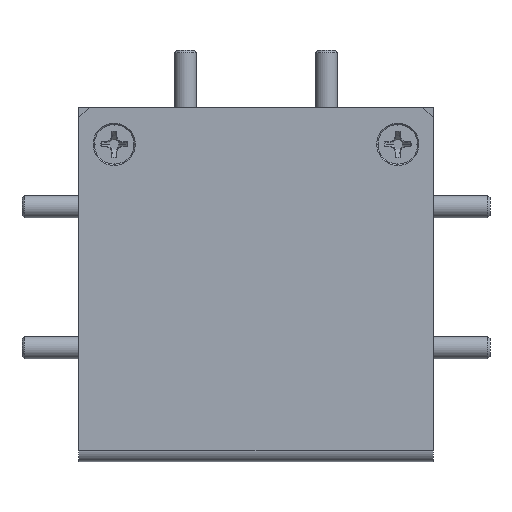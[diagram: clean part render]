
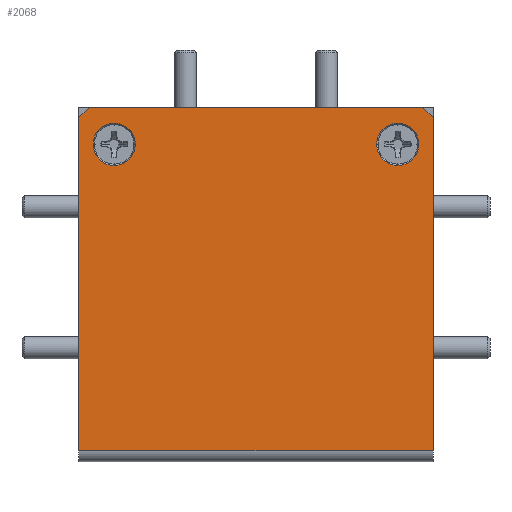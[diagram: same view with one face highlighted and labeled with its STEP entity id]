
A CAD part, front view. The second image highlights one B-rep face of the part: STEP entity #2068.
In plain terms, the highlighted planar face has unit normal (0, -1, 0).
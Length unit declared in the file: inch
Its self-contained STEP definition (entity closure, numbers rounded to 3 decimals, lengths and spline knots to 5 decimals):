
#302 = EDGE_CURVE ( 'NONE', #6051, #20394, #4381, .T. ) ;
#642 = ORIENTED_EDGE ( 'NONE', *, *, #20472, .F. ) ;
#884 = CARTESIAN_POINT ( 'NONE',  ( -0.5, -0.425, -0.96875 ) ) ;
#910 = VERTEX_POINT ( 'NONE', #9675 ) ;
#1097 = DIRECTION ( 'NONE',  ( 0., 0., 1. ) ) ;
#1147 = ORIENTED_EDGE ( 'NONE', *, *, #2754, .T. ) ;
#1380 = AXIS2_PLACEMENT_3D ( 'NONE', #26310, #24154, #6496 ) ;
#1566 = FACE_BOUND ( 'NONE', #21735, .T. ) ;
#1754 = DIRECTION ( 'NONE',  ( 0., -1., 0. ) ) ;
#2068 = ADVANCED_FACE ( 'NONE', ( #27700, #15163, #1566 ), #12498, .F. ) ;
#2279 = LINE ( 'NONE', #21594, #13097 ) ;
#2565 = VERTEX_POINT ( 'NONE', #16139 ) ;
#2754 = EDGE_CURVE ( 'NONE', #6051, #2565, #22973, .T. ) ;
#2882 = CARTESIAN_POINT ( 'NONE',  ( -0.5, -0.425, 0. ) ) ;
#2974 = VECTOR ( 'NONE', #23204, 39.37008 ) ;
#3173 = LINE ( 'NONE', #10034, #5960 ) ;
#3234 = EDGE_CURVE ( 'NONE', #26250, #13329, #23369, .T. ) ;
#3441 = DIRECTION ( 'NONE',  ( -0.707, 0., 0.707 ) ) ;
#3476 = CARTESIAN_POINT ( 'NONE',  ( -0.5, -0.425, -0.96875 ) ) ;
#3803 = DIRECTION ( 'NONE',  ( 0., 0., -1. ) ) ;
#4284 = VERTEX_POINT ( 'NONE', #3476 ) ;
#4381 = LINE ( 'NONE', #2882, #2974 ) ;
#4441 = EDGE_CURVE ( 'NONE', #910, #20394, #3173, .T. ) ;
#4983 = AXIS2_PLACEMENT_3D ( 'NONE', #5669, #16820, #10992 ) ;
#5188 = CIRCLE ( 'NONE', #21357, 0.0595 ) ;
#5208 = CARTESIAN_POINT ( 'NONE',  ( 0.4, -0.425, -0.0455 ) ) ;
#5669 = CARTESIAN_POINT ( 'NONE',  ( 0.4, -0.425, -0.105 ) ) ;
#5960 = VECTOR ( 'NONE', #3441, 39.37008 ) ;
#6049 = CARTESIAN_POINT ( 'NONE',  ( -0.5, -0.425, -0.96875 ) ) ;
#6051 = VERTEX_POINT ( 'NONE', #22051 ) ;
#6496 = DIRECTION ( 'NONE',  ( 0., 0., 1. ) ) ;
#6773 = AXIS2_PLACEMENT_3D ( 'NONE', #23859, #1754, #28040 ) ;
#8127 = EDGE_LOOP ( 'NONE', ( #13043, #27816, #13045, #1147, #15327, #13420 ) ) ;
#8476 = CIRCLE ( 'NONE', #4983, 0.0595 ) ;
#8646 = ORIENTED_EDGE ( 'NONE', *, *, #3234, .F. ) ;
#9675 = CARTESIAN_POINT ( 'NONE',  ( 0.5, -0.425, -0.03 ) ) ;
#10034 = CARTESIAN_POINT ( 'NONE',  ( 0.47, -0.425, 0. ) ) ;
#10320 = DIRECTION ( 'NONE',  ( 0., 1., 0. ) ) ;
#10456 = ORIENTED_EDGE ( 'NONE', *, *, #11465, .F. ) ;
#10974 = VECTOR ( 'NONE', #1097, 39.37008 ) ;
#10992 = DIRECTION ( 'NONE',  ( 0., 0., 1. ) ) ;
#11130 = VERTEX_POINT ( 'NONE', #5208 ) ;
#11465 = EDGE_CURVE ( 'NONE', #11130, #26884, #8476, .T. ) ;
#12498 = PLANE ( 'NONE',  #26061 ) ;
#13043 = ORIENTED_EDGE ( 'NONE', *, *, #26177, .T. ) ;
#13045 = ORIENTED_EDGE ( 'NONE', *, *, #302, .F. ) ;
#13097 = VECTOR ( 'NONE', #17329, 39.37008 ) ;
#13265 = CARTESIAN_POINT ( 'NONE',  ( 0.4, -0.425, -0.1645 ) ) ;
#13329 = VERTEX_POINT ( 'NONE', #16988 ) ;
#13420 = ORIENTED_EDGE ( 'NONE', *, *, #26392, .T. ) ;
#15163 = FACE_OUTER_BOUND ( 'NONE', #8127, .T. ) ;
#15327 = ORIENTED_EDGE ( 'NONE', *, *, #16509, .F. ) ;
#15755 = ORIENTED_EDGE ( 'NONE', *, *, #21740, .F. ) ;
#16139 = CARTESIAN_POINT ( 'NONE',  ( -0.5, -0.425, -0.03 ) ) ;
#16509 = EDGE_CURVE ( 'NONE', #4284, #2565, #2279, .T. ) ;
#16820 = DIRECTION ( 'NONE',  ( 0., -1., 0. ) ) ;
#16988 = CARTESIAN_POINT ( 'NONE',  ( -0.4, -0.425, -0.0455 ) ) ;
#17329 = DIRECTION ( 'NONE',  ( 0., 0., 1. ) ) ;
#17439 = CARTESIAN_POINT ( 'NONE',  ( 0.47, -0.425, 0. ) ) ;
#18081 = VERTEX_POINT ( 'NONE', #19163 ) ;
#18751 = DIRECTION ( 'NONE',  ( -0.707, 0., -0.707 ) ) ;
#18785 = DIRECTION ( 'NONE',  ( 1., 0., 0. ) ) ;
#19163 = CARTESIAN_POINT ( 'NONE',  ( 0.5, -0.425, -0.96875 ) ) ;
#20102 = DIRECTION ( 'NONE',  ( 0., 0., 1. ) ) ;
#20394 = VERTEX_POINT ( 'NONE', #17439 ) ;
#20472 = EDGE_CURVE ( 'NONE', #13329, #26250, #20492, .T. ) ;
#20492 = CIRCLE ( 'NONE', #1380, 0.0595 ) ;
#21357 = AXIS2_PLACEMENT_3D ( 'NONE', #26522, #24472, #20102 ) ;
#21594 = CARTESIAN_POINT ( 'NONE',  ( -0.5, -0.425, -0.96875 ) ) ;
#21735 = EDGE_LOOP ( 'NONE', ( #642, #8646 ) ) ;
#21740 = EDGE_CURVE ( 'NONE', #26884, #11130, #5188, .T. ) ;
#22051 = CARTESIAN_POINT ( 'NONE',  ( -0.47, -0.425, 0. ) ) ;
#22096 = LINE ( 'NONE', #23290, #10974 ) ;
#22361 = EDGE_LOOP ( 'NONE', ( #10456, #15755 ) ) ;
#22973 = LINE ( 'NONE', #23321, #23661 ) ;
#23204 = DIRECTION ( 'NONE',  ( 1., 0., 0. ) ) ;
#23290 = CARTESIAN_POINT ( 'NONE',  ( 0.5, -0.425, -0.96875 ) ) ;
#23321 = CARTESIAN_POINT ( 'NONE',  ( -0.5, -0.425, -0.03 ) ) ;
#23369 = CIRCLE ( 'NONE', #6773, 0.0595 ) ;
#23429 = VECTOR ( 'NONE', #18785, 39.37008 ) ;
#23661 = VECTOR ( 'NONE', #18751, 39.37008 ) ;
#23859 = CARTESIAN_POINT ( 'NONE',  ( -0.4, -0.425, -0.105 ) ) ;
#24154 = DIRECTION ( 'NONE',  ( 0., -1., 0. ) ) ;
#24472 = DIRECTION ( 'NONE',  ( 0., -1., 0. ) ) ;
#26061 = AXIS2_PLACEMENT_3D ( 'NONE', #6049, #10320, #3803 ) ;
#26177 = EDGE_CURVE ( 'NONE', #18081, #910, #22096, .T. ) ;
#26250 = VERTEX_POINT ( 'NONE', #26312 ) ;
#26310 = CARTESIAN_POINT ( 'NONE',  ( -0.4, -0.425, -0.105 ) ) ;
#26312 = CARTESIAN_POINT ( 'NONE',  ( -0.4, -0.425, -0.1645 ) ) ;
#26392 = EDGE_CURVE ( 'NONE', #4284, #18081, #27614, .T. ) ;
#26522 = CARTESIAN_POINT ( 'NONE',  ( 0.4, -0.425, -0.105 ) ) ;
#26884 = VERTEX_POINT ( 'NONE', #13265 ) ;
#27614 = LINE ( 'NONE', #884, #23429 ) ;
#27700 = FACE_BOUND ( 'NONE', #22361, .T. ) ;
#27816 = ORIENTED_EDGE ( 'NONE', *, *, #4441, .T. ) ;
#28040 = DIRECTION ( 'NONE',  ( 0., 0., 1. ) ) ;
